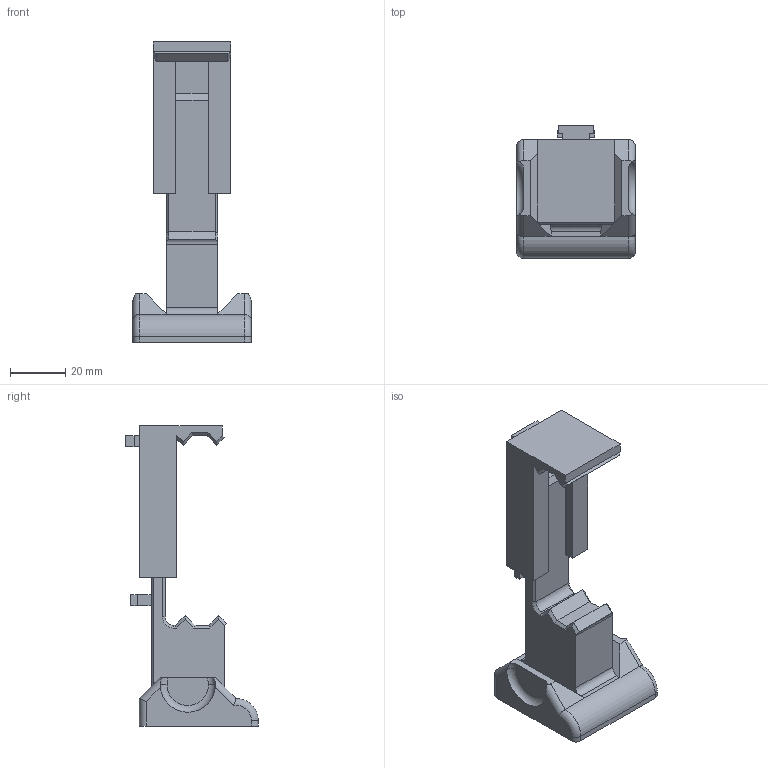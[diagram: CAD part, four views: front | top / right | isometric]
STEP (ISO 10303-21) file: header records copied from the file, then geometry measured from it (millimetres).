
FILE_DESCRIPTION (( 'STEP AP203' ), '1' );
FILE_NAME ('TTTA.STEP', '2021-09-28T19:01:29', ( '' ), ( '' ), 'SwSTEP 2.0', 'SolidWorks 2019', '' );
FILE_SCHEMA (( 'CONFIG_CONTROL_DESIGN' ));
Length unit declared in the file: millimetre
Products named in the file (3): TTTA_001; TTTA_002; TTTA
Assembly tree (2 placements, depth 2):
  TTTA
    TTTA_001
    TTTA_002
Bounding box: 43 x 47.95 x 108.63 mm (x, y, z)
Volume: 54731.9 mm3; surface area: 19341.2 mm2
Topology: 2 solids, 2 shells, 128 faces, 327 edges, 205 vertices
Faces by surface type: plane 100, cylinder 15, torus 9, cone 4
Entity records: 4180 total; most frequent: CARTESIAN_POINT 827, ORIENTED_EDGE 654, DIRECTION 605, EDGE_CURVE 327, VECTOR 259, LINE 259, VERTEX_POINT 205, AXIS2_PLACEMENT_3D 173
